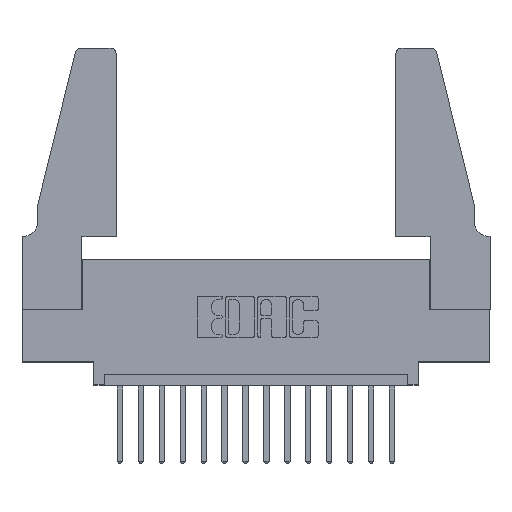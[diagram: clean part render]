
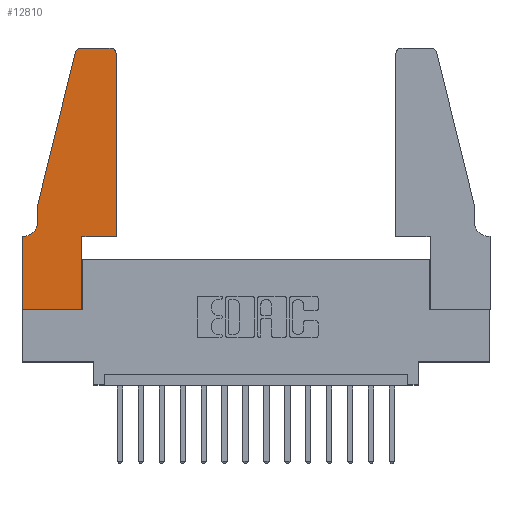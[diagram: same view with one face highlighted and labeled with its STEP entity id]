
A CAD part, top view. The second image highlights one B-rep face of the part: STEP entity #12810.
In plain terms, the highlighted planar face has unit normal (0, 0, 1).
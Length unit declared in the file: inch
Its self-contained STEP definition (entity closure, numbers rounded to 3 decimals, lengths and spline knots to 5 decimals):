
#3 = VERTEX_POINT ( 'NONE', #8196 ) ;
#160 = VERTEX_POINT ( 'NONE', #7285 ) ;
#286 = CARTESIAN_POINT ( 'NONE',  ( 0., 0.35, 0.37 ) ) ;
#308 = DIRECTION ( 'NONE',  ( 0., 0., -1. ) ) ;
#489 = CARTESIAN_POINT ( 'NONE',  ( 0.0055, 0.35, 0.37 ) ) ;
#504 = EDGE_CURVE ( 'NONE', #1057, #2456, #14787, .T. ) ;
#561 = VECTOR ( 'NONE', #12328, 39.37008 ) ;
#605 = CARTESIAN_POINT ( 'NONE',  ( 0.4205, 1.22, 0.37 ) ) ;
#634 = EDGE_CURVE ( 'NONE', #11672, #160, #12178, .T. ) ;
#657 = VERTEX_POINT ( 'NONE', #8650 ) ;
#1057 = VERTEX_POINT ( 'NONE', #14716 ) ;
#1364 = DIRECTION ( 'NONE',  ( 0., 0., 1. ) ) ;
#1367 = CARTESIAN_POINT ( 'NONE',  ( 0.25487, 1.22718, 0.37 ) ) ;
#1465 = AXIS2_PLACEMENT_3D ( 'NONE', #9290, #6958, #14780 ) ;
#1922 = ORIENTED_EDGE ( 'NONE', *, *, #16149, .T. ) ;
#2150 = VECTOR ( 'NONE', #3710, 39.37008 ) ;
#2329 = ORIENTED_EDGE ( 'NONE', *, *, #14538, .T. ) ;
#2456 = VERTEX_POINT ( 'NONE', #10492 ) ;
#2586 = VECTOR ( 'NONE', #4741, 39.37008 ) ;
#2727 = CARTESIAN_POINT ( 'NONE',  ( 0., 0., 0.37 ) ) ;
#3532 = ORIENTED_EDGE ( 'NONE', *, *, #8479, .T. ) ;
#3710 = DIRECTION ( 'NONE',  ( 1., 0., 0. ) ) ;
#4134 = PLANE ( 'NONE',  #1465 ) ;
#4687 = CARTESIAN_POINT ( 'NONE',  ( 0.0755, 0.5, 0.37 ) ) ;
#4741 = DIRECTION ( 'NONE',  ( 0., -1., 0. ) ) ;
#4747 = VECTOR ( 'NONE', #13662, 39.37008 ) ;
#4885 = ORIENTED_EDGE ( 'NONE', *, *, #12162, .T. ) ;
#5284 = LINE ( 'NONE', #11719, #16338 ) ;
#5467 = AXIS2_PLACEMENT_3D ( 'NONE', #605, #13500, #5821 ) ;
#5484 = LINE ( 'NONE', #13224, #12510 ) ;
#5528 = VECTOR ( 'NONE', #15730, 39.37008 ) ;
#5565 = LINE ( 'NONE', #7362, #2150 ) ;
#5735 = CARTESIAN_POINT ( 'NONE',  ( 0.2865, 0.35, 0.37 ) ) ;
#5821 = DIRECTION ( 'NONE',  ( 1., 0., 0. ) ) ;
#5910 = EDGE_CURVE ( 'NONE', #7340, #11672, #15606, .T. ) ;
#6447 = FACE_OUTER_BOUND ( 'NONE', #7161, .T. ) ;
#6627 = ORIENTED_EDGE ( 'NONE', *, *, #634, .T. ) ;
#6668 = ORIENTED_EDGE ( 'NONE', *, *, #504, .T. ) ;
#6744 = AXIS2_PLACEMENT_3D ( 'NONE', #11487, #1364, #10347 ) ;
#6958 = DIRECTION ( 'NONE',  ( 0., 0., 1. ) ) ;
#7097 = EDGE_CURVE ( 'NONE', #160, #10332, #11741, .T. ) ;
#7161 = EDGE_LOOP ( 'NONE', ( #14788, #2329, #9020, #6627, #8777, #8626, #4885, #14970, #3532, #10055, #1922, #6668 ) ) ;
#7285 = CARTESIAN_POINT ( 'NONE',  ( 0.0755, 0.42, 0.37 ) ) ;
#7340 = VERTEX_POINT ( 'NONE', #1367 ) ;
#7362 = CARTESIAN_POINT ( 'NONE',  ( 0.4505, 0.35, 0.37 ) ) ;
#7830 = DIRECTION ( 'NONE',  ( -1., 0., 0. ) ) ;
#8020 = DIRECTION ( 'NONE',  ( 0., 1., 0. ) ) ;
#8196 = CARTESIAN_POINT ( 'NONE',  ( 0.284, 1.25, 0.37 ) ) ;
#8393 = VERTEX_POINT ( 'NONE', #8532 ) ;
#8479 = EDGE_CURVE ( 'NONE', #10706, #14740, #11786, .T. ) ;
#8532 = CARTESIAN_POINT ( 'NONE',  ( 0.4505, 0.35, 0.37 ) ) ;
#8593 = CARTESIAN_POINT ( 'NONE',  ( 0.0755, 0.5, 0.37 ) ) ;
#8626 = ORIENTED_EDGE ( 'NONE', *, *, #11288, .T. ) ;
#8650 = CARTESIAN_POINT ( 'NONE',  ( 0., 0., 0.37 ) ) ;
#8777 = ORIENTED_EDGE ( 'NONE', *, *, #7097, .T. ) ;
#9020 = ORIENTED_EDGE ( 'NONE', *, *, #5910, .T. ) ;
#9290 = CARTESIAN_POINT ( 'NONE',  ( 0., 0.35, 0.37 ) ) ;
#9921 = CARTESIAN_POINT ( 'NONE',  ( 0.2865, 0., 0.37 ) ) ;
#10055 = ORIENTED_EDGE ( 'NONE', *, *, #14380, .T. ) ;
#10332 = VERTEX_POINT ( 'NONE', #489 ) ;
#10347 = DIRECTION ( 'NONE',  ( 1., 0., 0. ) ) ;
#10387 = CARTESIAN_POINT ( 'NONE',  ( 0.2865, 0.35, 0.37 ) ) ;
#10492 = CARTESIAN_POINT ( 'NONE',  ( 0.4205, 1.25, 0.37 ) ) ;
#10706 = VERTEX_POINT ( 'NONE', #9921 ) ;
#11159 = LINE ( 'NONE', #11903, #5528 ) ;
#11288 = EDGE_CURVE ( 'NONE', #10332, #12174, #5484, .T. ) ;
#11487 = CARTESIAN_POINT ( 'NONE',  ( 0.284, 1.22, 0.37 ) ) ;
#11672 = VERTEX_POINT ( 'NONE', #15011 ) ;
#11706 = CARTESIAN_POINT ( 'NONE',  ( 0.0055, 0.42, 0.37 ) ) ;
#11719 = CARTESIAN_POINT ( 'NONE',  ( 0.4505, 0.35, 0.37 ) ) ;
#11741 = CIRCLE ( 'NONE', #12937, 0.07 ) ;
#11786 = LINE ( 'NONE', #10387, #11988 ) ;
#11903 = CARTESIAN_POINT ( 'NONE',  ( 0., 0., 0.37 ) ) ;
#11988 = VECTOR ( 'NONE', #8020, 39.37008 ) ;
#12162 = EDGE_CURVE ( 'NONE', #12174, #657, #14897, .T. ) ;
#12174 = VERTEX_POINT ( 'NONE', #286 ) ;
#12178 = LINE ( 'NONE', #8593, #2586 ) ;
#12328 = DIRECTION ( 'NONE',  ( -1., 0., 0. ) ) ;
#12510 = VECTOR ( 'NONE', #15800, 39.37008 ) ;
#12810 = ADVANCED_FACE ( 'NONE', ( #6447 ), #4134, .T. ) ;
#12937 = AXIS2_PLACEMENT_3D ( 'NONE', #11706, #308, #7830 ) ;
#13224 = CARTESIAN_POINT ( 'NONE',  ( 0.0755, 0.35, 0.37 ) ) ;
#13500 = DIRECTION ( 'NONE',  ( 0., 0., 1. ) ) ;
#13592 = EDGE_CURVE ( 'NONE', #2456, #3, #15643, .T. ) ;
#13662 = DIRECTION ( 'NONE',  ( -0.239, -0.971, 0. ) ) ;
#13885 = VECTOR ( 'NONE', #15562, 39.37008 ) ;
#14300 = DIRECTION ( 'NONE',  ( 0., 1., 0. ) ) ;
#14380 = EDGE_CURVE ( 'NONE', #14740, #8393, #5565, .T. ) ;
#14403 = CIRCLE ( 'NONE', #6744, 0.03 ) ;
#14538 = EDGE_CURVE ( 'NONE', #3, #7340, #14403, .T. ) ;
#14716 = CARTESIAN_POINT ( 'NONE',  ( 0.4505, 1.22, 0.37 ) ) ;
#14740 = VERTEX_POINT ( 'NONE', #5735 ) ;
#14780 = DIRECTION ( 'NONE',  ( 1., 0., 0. ) ) ;
#14787 = CIRCLE ( 'NONE', #5467, 0.03 ) ;
#14788 = ORIENTED_EDGE ( 'NONE', *, *, #13592, .T. ) ;
#14882 = CARTESIAN_POINT ( 'NONE',  ( 0.2605, 1.25, 0.37 ) ) ;
#14897 = LINE ( 'NONE', #2727, #13885 ) ;
#14970 = ORIENTED_EDGE ( 'NONE', *, *, #15226, .T. ) ;
#15011 = CARTESIAN_POINT ( 'NONE',  ( 0.0755, 0.5, 0.37 ) ) ;
#15226 = EDGE_CURVE ( 'NONE', #657, #10706, #11159, .T. ) ;
#15562 = DIRECTION ( 'NONE',  ( 0., -1., 0. ) ) ;
#15606 = LINE ( 'NONE', #4687, #4747 ) ;
#15643 = LINE ( 'NONE', #14882, #561 ) ;
#15730 = DIRECTION ( 'NONE',  ( 1., 0., 0. ) ) ;
#15800 = DIRECTION ( 'NONE',  ( -1., 0., 0. ) ) ;
#16149 = EDGE_CURVE ( 'NONE', #8393, #1057, #5284, .T. ) ;
#16338 = VECTOR ( 'NONE', #14300, 39.37008 ) ;
